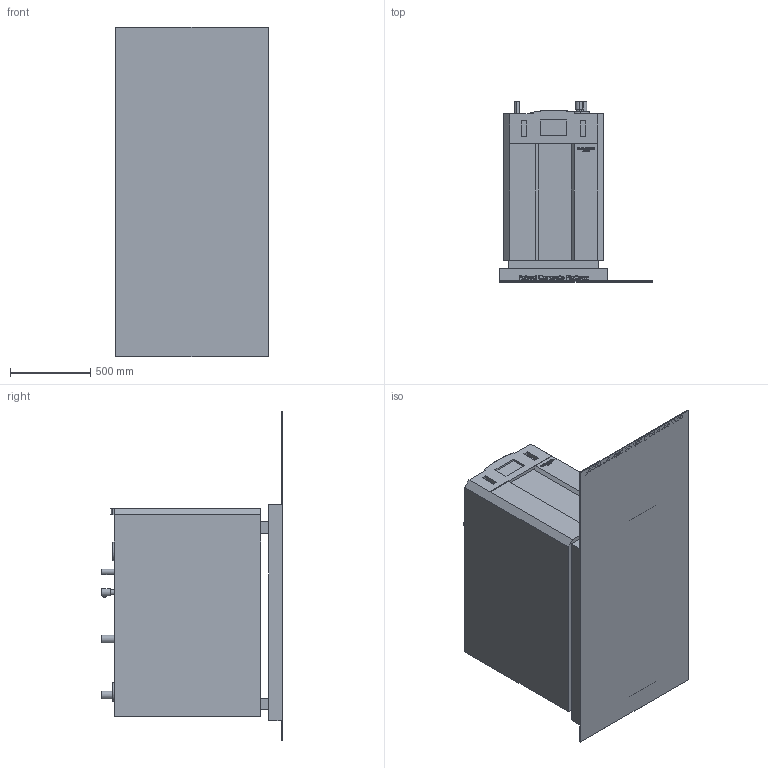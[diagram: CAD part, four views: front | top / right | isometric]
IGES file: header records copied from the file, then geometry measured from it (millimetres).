
Start section: SolidWorks IGES file using analytic representation for surfaces
Global section: file name: NeoTherm 750.IGS; native system: SolidWorks 2017; preprocessor: SolidWorks 2017; author: hturner; date: 180731.104511; units: inch
Bounding box: 952.5 x 1123.95 x 2057.4 mm (x, y, z)
Surface area: 9445488.7 mm2 (no closed solid volume)
Topology: 0 solids, 0 shells, 1050 faces, 17027 edges, 17027 vertices
Faces by surface type: bspline 1030, revolution 20
